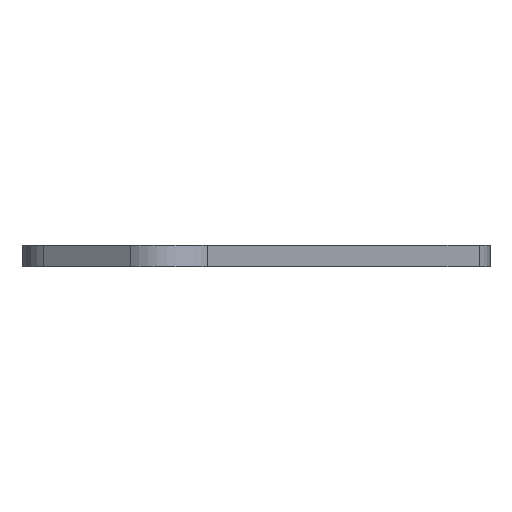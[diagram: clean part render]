
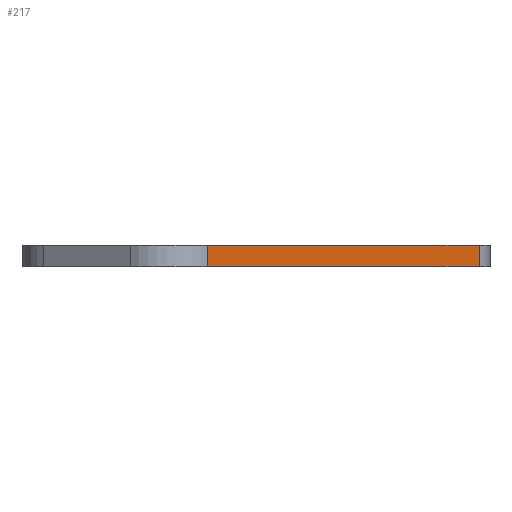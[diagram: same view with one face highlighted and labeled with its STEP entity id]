
A CAD part, left-side view. The second image highlights one B-rep face of the part: STEP entity #217.
In plain terms, the highlighted planar face has unit normal (-0.6, -0.8, 0).
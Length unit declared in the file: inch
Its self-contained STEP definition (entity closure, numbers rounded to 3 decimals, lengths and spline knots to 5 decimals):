
#1 = VECTOR ( 'NONE', #429, 39.37008 ) ;
#8 = DIRECTION ( 'NONE',  ( 0., 0., 1. ) ) ;
#30 = CARTESIAN_POINT ( 'NONE',  ( -0.23333, -0.45, -0.04921 ) ) ;
#44 = VECTOR ( 'NONE', #244, 39.37008 ) ;
#60 = VERTEX_POINT ( 'NONE', #812 ) ;
#63 = CARTESIAN_POINT ( 'NONE',  ( -2.096, 0.947, 0.04921 ) ) ;
#82 = LINE ( 'NONE', #445, #615 ) ;
#162 = CARTESIAN_POINT ( 'NONE',  ( -1.896, 0.797, -0.04921 ) ) ;
#166 = ORIENTED_EDGE ( 'NONE', *, *, #1118, .F. ) ;
#169 = PLANE ( 'NONE',  #781 ) ;
#180 = CARTESIAN_POINT ( 'NONE',  ( -1.896, 0.797, -0.04921 ) ) ;
#207 = ORIENTED_EDGE ( 'NONE', *, *, #1086, .T. ) ;
#217 = ADVANCED_FACE ( 'NONE', ( #626 ), #169, .F. ) ;
#244 = DIRECTION ( 'NONE',  ( 0., 0., -1. ) ) ;
#298 = LINE ( 'NONE', #30, #1128 ) ;
#343 = EDGE_LOOP ( 'NONE', ( #207, #1019, #166, #403 ) ) ;
#403 = ORIENTED_EDGE ( 'NONE', *, *, #660, .T. ) ;
#429 = DIRECTION ( 'NONE',  ( -0.8, 0.6, 0. ) ) ;
#445 = CARTESIAN_POINT ( 'NONE',  ( -2.096, 0.947, -0.04921 ) ) ;
#452 = CARTESIAN_POINT ( 'NONE',  ( -2.096, 0.947, -0.04921 ) ) ;
#515 = LINE ( 'NONE', #63, #1 ) ;
#615 = VECTOR ( 'NONE', #811, 39.37008 ) ;
#626 = FACE_OUTER_BOUND ( 'NONE', #343, .T. ) ;
#632 = VERTEX_POINT ( 'NONE', #1100 ) ;
#660 = EDGE_CURVE ( 'NONE', #632, #742, #298, .T. ) ;
#742 = VERTEX_POINT ( 'NONE', #843 ) ;
#781 = AXIS2_PLACEMENT_3D ( 'NONE', #452, #887, #1073 ) ;
#811 = DIRECTION ( 'NONE',  ( -0.8, 0.6, 0. ) ) ;
#812 = CARTESIAN_POINT ( 'NONE',  ( -1.896, 0.797, 0.04921 ) ) ;
#843 = CARTESIAN_POINT ( 'NONE',  ( -0.23333, -0.45, 0.04921 ) ) ;
#887 = DIRECTION ( 'NONE',  ( 0.6, 0.8, 0. ) ) ;
#891 = LINE ( 'NONE', #180, #44 ) ;
#1004 = VERTEX_POINT ( 'NONE', #162 ) ;
#1019 = ORIENTED_EDGE ( 'NONE', *, *, #1050, .T. ) ;
#1050 = EDGE_CURVE ( 'NONE', #60, #1004, #891, .T. ) ;
#1073 = DIRECTION ( 'NONE',  ( -0.8, 0.6, 0. ) ) ;
#1086 = EDGE_CURVE ( 'NONE', #742, #60, #515, .T. ) ;
#1100 = CARTESIAN_POINT ( 'NONE',  ( -0.23333, -0.45, -0.04921 ) ) ;
#1118 = EDGE_CURVE ( 'NONE', #632, #1004, #82, .T. ) ;
#1128 = VECTOR ( 'NONE', #8, 39.37008 ) ;
